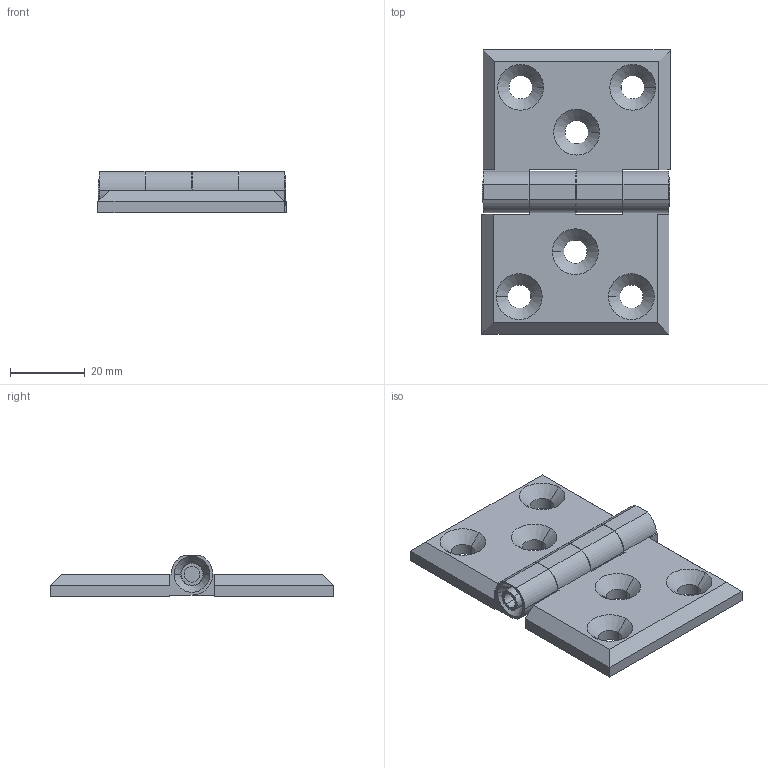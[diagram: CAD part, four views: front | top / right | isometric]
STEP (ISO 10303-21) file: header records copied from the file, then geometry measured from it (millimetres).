
FILE_DESCRIPTION (( 'STEP AP203' ), '1' );
FILE_NAME ('MY5076.1.5.6.BOYALI.STEP', '2022-08-01T06:50:53', ( '' ), ( '' ), 'SwSTEP 2.0', 'SolidWorks 2021', '' );
FILE_SCHEMA (( 'CONFIG_CONTROL_DESIGN' ));
Length unit declared in the file: millimetre
Products named in the file (1): MY5076.1.5.6.BOYALI
Bounding box: 50.35 x 76 x 11.18 mm (x, y, z)
Surface area: 13051.3 mm2 (no closed solid volume)
Topology: 0 solids, 3 shells, 164 faces, 436 edges, 288 vertices
Faces by surface type: plane 90, cylinder 56, cone 18
Entity records: 5243 total; most frequent: CARTESIAN_POINT 925, DIRECTION 902, ORIENTED_EDGE 858, EDGE_CURVE 436, AXIS2_PLACEMENT_3D 305, LINE 292, VECTOR 292, VERTEX_POINT 288
